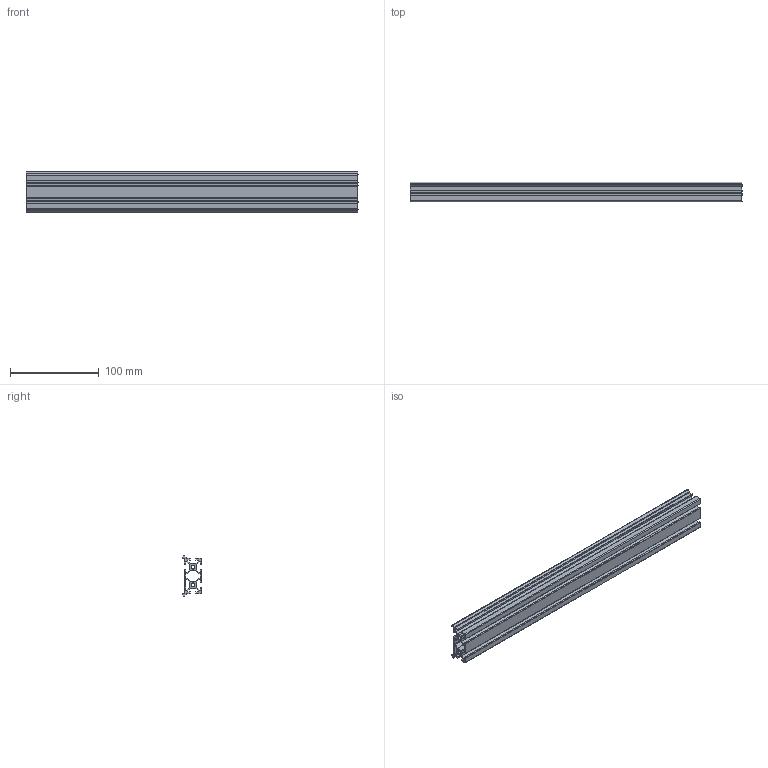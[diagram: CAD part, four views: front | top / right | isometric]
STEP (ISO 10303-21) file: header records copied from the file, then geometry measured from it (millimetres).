
FILE_DESCRIPTION(/* description */ (''),/* implementation_level */ '2;1');
FILE_NAME(/* name */ 'Maker Slide Rail - 375mm',/* time_stamp */ '2014-03-05T17:53:24-06:00',/* author */ (''),/* organization */ (''),/* preprocessor_version */ 'ST-DEVELOPER v15',/* originating_system */ '',/* authorisation */ '');
FILE_SCHEMA (('AUTOMOTIVE_DESIGN'));
Length unit declared in the file: inch
Products named in the file (1): Document
Bounding box: 374.65 x 22.34 x 45.85 mm (x, y, z)
Volume: 131579.1 mm3; surface area: 127761.9 mm2
Topology: 1 solids, 1 shells, 126 faces, 377 edges, 253 vertices
Faces by surface type: bspline 106, plane 20
Entity records: 4050 total; most frequent: CARTESIAN_POINT 2138, ORIENTED_EDGE 744, EDGE_CURVE 372, VERTEX_POINT 248, EDGE_LOOP 134, ADVANCED_FACE 126, FACE_OUTER_BOUND 126, B_SPLINE_CURVE_WITH_KNOTS 56
